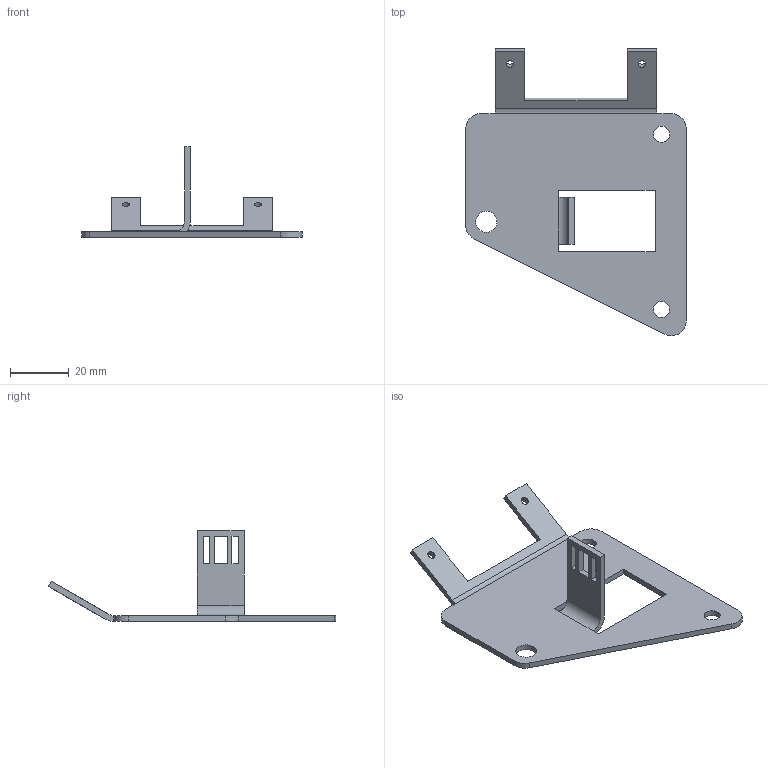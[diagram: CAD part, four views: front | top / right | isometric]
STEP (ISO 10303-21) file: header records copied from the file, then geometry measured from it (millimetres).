
FILE_DESCRIPTION(/* description */ (''),/* implementation_level */ '2;1');
FILE_NAME(/* name */ 'sheet_metal_carriage.stp',/* time_stamp */ '2015-09-08T19:08:22+02:00',/* author */ (''),/* organization */ (''),/* preprocessor_version */ 'ST-DEVELOPER v14',/* originating_system */ 'SIEMENS PLM Software NX 8.0',/* authorisation */ '');
FILE_SCHEMA (('AUTOMOTIVE_DESIGN { 1 0 10303 214 3 1 1 1 }'));
Length unit declared in the file: millimetre
Products named in the file (1): carriage_base
Bounding box: 75.1 x 97.89 x 31 mm (x, y, z)
Volume: 9609.5 mm3; surface area: 10965.3 mm2
Topology: 1 solids, 1 shells, 51 faces, 203 edges, 214 vertices
Faces by surface type: plane 38, cylinder 13
Full cylindrical faces by diameter (mm): 2.6 x2, 5.5 x2, 7.2 x1
Entity records: 2222 total; most frequent: CARTESIAN_POINT 341, DIRECTION 338, ORIENTED_EDGE 268, LINE 156, VECTOR 156, EDGE_CURVE 134, AXIS2_PLACEMENT_3D 91, VERTEX_POINT 90
